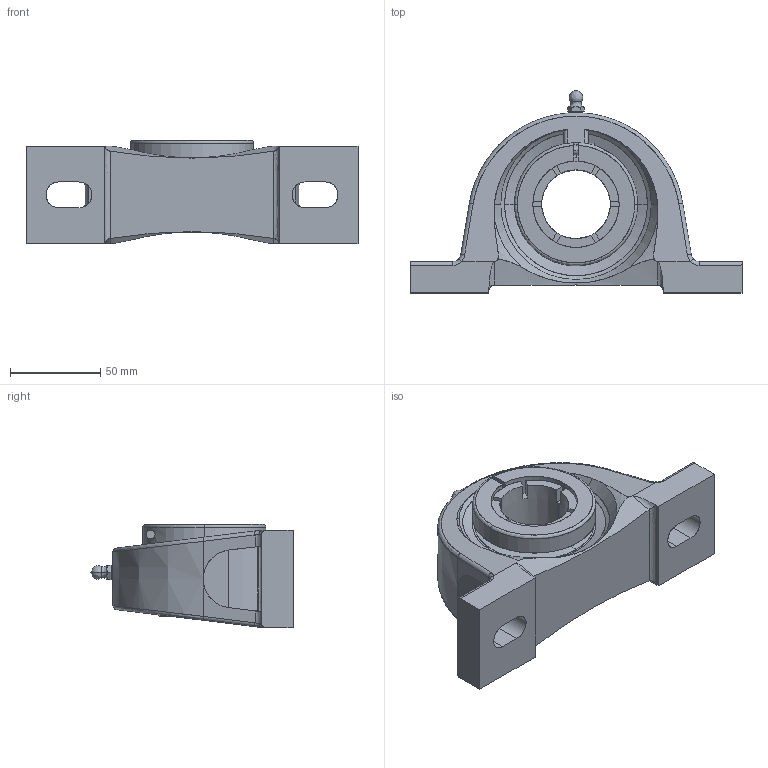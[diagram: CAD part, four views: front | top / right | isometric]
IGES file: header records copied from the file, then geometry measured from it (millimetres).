
Start section: SolidWorks IGES file using analytic representation for surfaces
Global section: file name: NPDEFAU12171325263883.igs; native system: SolidWorks 2016; preprocessor: SolidWorks 2016; author: partstream; date: 151217.132530; units: millimetre
Bounding box: 184.15 x 112.16 x 57.15 mm (x, y, z)
Surface area: 62033.4 mm2 (no closed solid volume)
Topology: 0 solids, 0 shells, 181 faces, 3058 edges, 3061 vertices
Faces by surface type: bspline 102, revolution 79
